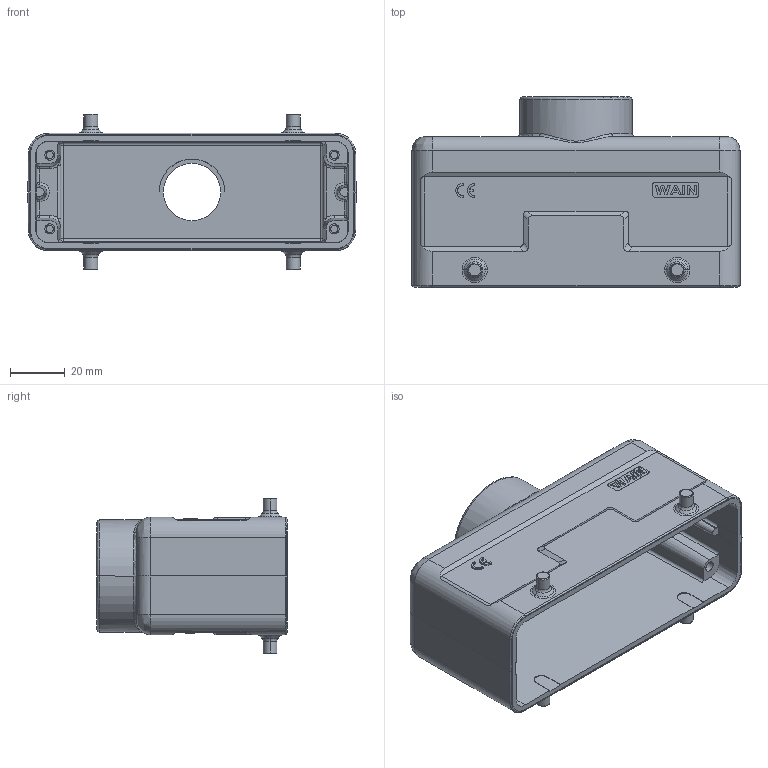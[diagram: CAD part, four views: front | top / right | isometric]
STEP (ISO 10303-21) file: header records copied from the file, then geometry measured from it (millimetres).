
FILE_DESCRIPTION(/* description */ (''),/* implementation_level */ '2;1');
FILE_NAME(/* name */ '3D_1121245301003_W24B-MTE-4B-M25_V1.1.stp',/* time_stamp */ '2023-12-05T18:42:04+08:00',/* author */ (''),/* organization */ (''),/* preprocessor_version */ 'ST-DEVELOPER v18.1',/* originating_system */ 'SIEMENS PLM Software NX 1980',/* authorisation */ '');
FILE_SCHEMA (('AP203_CONFIGURATION_CONTROLLED_3D_DESIGN_OF_MECHANICAL_PARTS_AND_ASSEMBLIES_MIM_LF { 1 0 10303 403 2 1 2}'));
Length unit declared in the file: millimetre
Products named in the file (1): temp
Bounding box: 120 x 69.5 x 57 mm (x, y, z)
Volume: 83511.3 mm3; surface area: 45366.7 mm2
Topology: 3 solids, 3 shells, 418 faces, 1028 edges, 644 vertices
Faces by surface type: plane 201, cylinder 125, torus 42, cone 20, sphere 16, bspline 14
Entity records: 13478 total; most frequent: CARTESIAN_POINT 3321, ORIENTED_EDGE 2056, DIRECTION 2034, EDGE_CURVE 1028, AXIS2_PLACEMENT_3D 707, VERTEX_POINT 644, LINE 620, VECTOR 620
